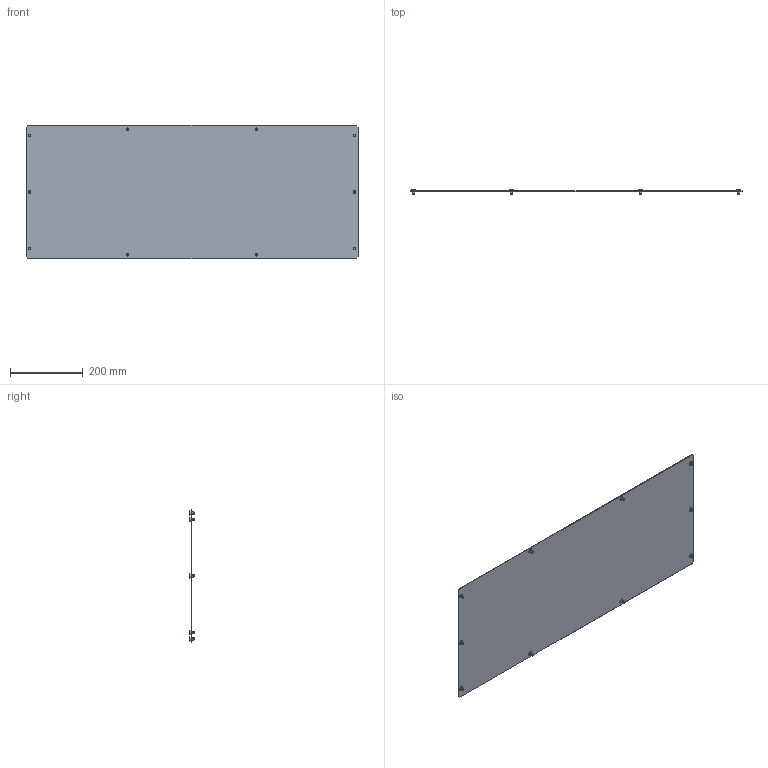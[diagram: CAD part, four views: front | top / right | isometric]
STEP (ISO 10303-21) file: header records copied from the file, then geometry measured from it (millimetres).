
FILE_DESCRIPTION(('STEP AP214'),'1');
FILE_NAME('cctmp_1AEFB1FA-4B50-4B0A-8C4C-27DE9FD5421F_2024_05_23_12_38_59_0066..stp','2024-05-23T10:38:59',('SIEMENS A&D'),('CADClick - www.CADClick.com'),'Spatial InterOp 3D',' ','unknown authorization');
FILE_SCHEMA(('AUTOMOTIVE_DESIGN'));
Length unit declared in the file: millimetre
Products named in the file (12): cc_unnamed; 2024_05_23_12_38_59_0050; 2024_05_23_12_38_59_0019; 2024_05_23_12_38_58_0981; 2024_05_23_12_38_58_0950; 2024_05_23_12_38_58_0918; 2024_05_23_12_38_58_0881; 2024_05_23_12_38_58_0850; 2024_05_23_12_38_58_0818; 2024_05_23_12_38_58_0781; 2024_05_23_12_38_58_0749; 2024_05_23_12_38_58_0718
Assembly tree (11 placements, depth 2):
  cc_unnamed
    2024_05_23_12_38_59_0050
    2024_05_23_12_38_59_0019
    2024_05_23_12_38_58_0981
    2024_05_23_12_38_58_0950
    2024_05_23_12_38_58_0918
    2024_05_23_12_38_58_0881
    2024_05_23_12_38_58_0850
    2024_05_23_12_38_58_0818
    2024_05_23_12_38_58_0781
    2024_05_23_12_38_58_0749
    2024_05_23_12_38_58_0718
Bounding box: 910 x 14.95 x 365 mm (x, y, z)
Volume: 505531.6 mm3; surface area: 673234.6 mm2
Topology: 11 solids, 11 shells, 140 faces, 284 edges, 176 vertices
Faces by surface type: cylinder 60, cone 40, plane 40
Entity records: 5189 total; most frequent: DIRECTION 748, CARTESIAN_POINT 612, ORIENTED_EDGE 568, AXIS2_PLACEMENT_3D 312, EDGE_CURVE 284, VERTEX_POINT 176, EDGE_LOOP 170, CIRCLE 160
